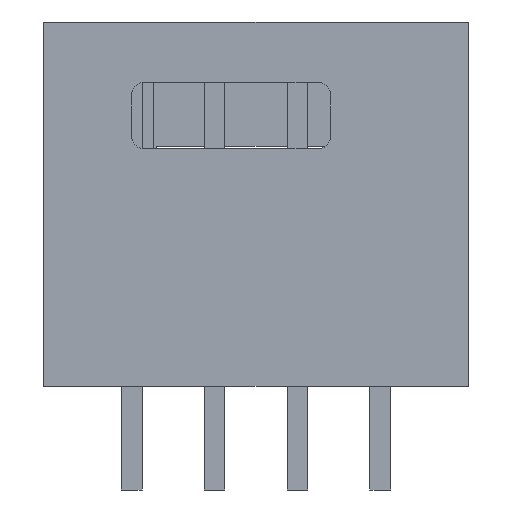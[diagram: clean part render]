
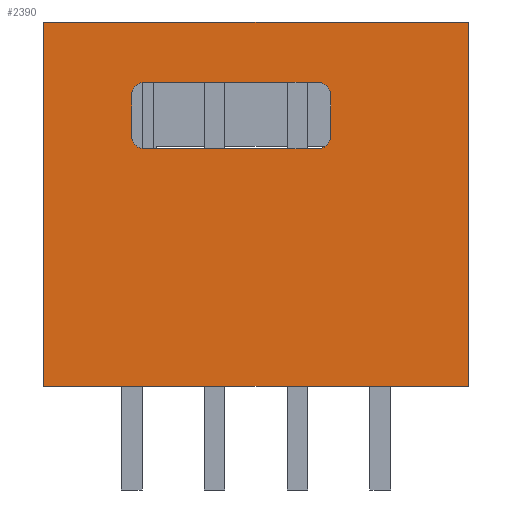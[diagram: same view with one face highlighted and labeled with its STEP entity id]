
A CAD part, front view. The second image highlights one B-rep face of the part: STEP entity #2390.
In plain terms, the highlighted planar face has unit normal (0, -1, 0).
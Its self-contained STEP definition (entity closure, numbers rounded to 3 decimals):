
#96=DIRECTION('',(1.,0.,0.));
#97=VECTOR('',#96,13.005);
#98=CARTESIAN_POINT('',(-6.502,-5.08,0.));
#99=LINE('',#98,#97);
#168=DIRECTION('',(0.,0.,-1.));
#169=VECTOR('',#168,11.176);
#170=CARTESIAN_POINT('',(-6.502,-5.08,0.));
#171=LINE('',#170,#169);
#172=CARTESIAN_POINT('',(-3.429,-5.08,-2.235));
#173=DIRECTION('',(0.,-1.,0.));
#174=DIRECTION('',(0.,0.,1.));
#175=AXIS2_PLACEMENT_3D('',#172,#173,#174);
#177=DIRECTION('',(0.,0.,-1.));
#178=VECTOR('',#177,1.27);
#179=CARTESIAN_POINT('',(-3.81,-5.08,-2.235));
#180=LINE('',#179,#178);
#181=CARTESIAN_POINT('',(-3.429,-5.08,-3.505));
#182=DIRECTION('',(0.,-1.,0.));
#183=DIRECTION('',(-1.,0.,0.));
#184=AXIS2_PLACEMENT_3D('',#181,#182,#183);
#186=DIRECTION('',(1.,0.,0.));
#187=VECTOR('',#186,5.334);
#188=CARTESIAN_POINT('',(-3.429,-5.08,-3.886));
#189=LINE('',#188,#187);
#190=CARTESIAN_POINT('',(1.905,-5.08,-3.505));
#191=DIRECTION('',(0.,-1.,0.));
#192=DIRECTION('',(0.,0.,-1.));
#193=AXIS2_PLACEMENT_3D('',#190,#191,#192);
#195=DIRECTION('',(0.,0.,1.));
#196=VECTOR('',#195,1.27);
#197=CARTESIAN_POINT('',(2.286,-5.08,-3.505));
#198=LINE('',#197,#196);
#199=CARTESIAN_POINT('',(1.905,-5.08,-2.235));
#200=DIRECTION('',(0.,-1.,0.));
#201=DIRECTION('',(1.,0.,0.));
#202=AXIS2_PLACEMENT_3D('',#199,#200,#201);
#204=DIRECTION('',(-1.,0.,0.));
#205=VECTOR('',#204,5.334);
#206=CARTESIAN_POINT('',(1.905,-5.08,-1.854));
#207=LINE('',#206,#205);
#220=DIRECTION('',(0.,0.,-1.));
#221=VECTOR('',#220,11.176);
#222=CARTESIAN_POINT('',(6.502,-5.08,0.));
#223=LINE('',#222,#221);
#324=DIRECTION('',(1.,0.,0.));
#325=VECTOR('',#324,13.005);
#326=CARTESIAN_POINT('',(-6.502,-5.08,-11.176));
#327=LINE('',#326,#325);
#1708=CARTESIAN_POINT('',(-6.502,-5.08,0.));
#1709=CARTESIAN_POINT('',(6.502,-5.08,0.));
#1710=VERTEX_POINT('',#1708);
#1711=VERTEX_POINT('',#1709);
#1717=CARTESIAN_POINT('',(-6.502,-5.08,-11.176));
#1719=VERTEX_POINT('',#1717);
#1720=CARTESIAN_POINT('',(6.502,-5.08,-11.176));
#1721=VERTEX_POINT('',#1720);
#2184=CARTESIAN_POINT('',(-3.429,-5.08,-1.854));
#2185=CARTESIAN_POINT('',(-3.81,-5.08,-2.235));
#2186=VERTEX_POINT('',#2184);
#2187=VERTEX_POINT('',#2185);
#2188=CARTESIAN_POINT('',(-3.81,-5.08,-3.505));
#2189=VERTEX_POINT('',#2188);
#2190=CARTESIAN_POINT('',(-3.429,-5.08,-3.886));
#2191=VERTEX_POINT('',#2190);
#2192=CARTESIAN_POINT('',(1.905,-5.08,-3.886));
#2193=VERTEX_POINT('',#2192);
#2194=CARTESIAN_POINT('',(2.286,-5.08,-3.505));
#2195=VERTEX_POINT('',#2194);
#2196=CARTESIAN_POINT('',(2.286,-5.08,-2.235));
#2197=VERTEX_POINT('',#2196);
#2198=CARTESIAN_POINT('',(1.905,-5.08,-1.854));
#2199=VERTEX_POINT('',#2198);
#2359=CARTESIAN_POINT('',(-6.502,-5.08,0.));
#2360=DIRECTION('',(0.,-1.,0.));
#2361=DIRECTION('',(1.,0.,0.));
#2362=AXIS2_PLACEMENT_3D('',#2359,#2360,#2361);
#2363=PLANE('',#2362);
#2364=ORIENTED_EDGE('',*,*,#2265,.T.);
#2366=ORIENTED_EDGE('',*,*,#2365,.T.);
#2368=ORIENTED_EDGE('',*,*,#2367,.F.);
#2369=ORIENTED_EDGE('',*,*,#2345,.F.);
#2370=EDGE_LOOP('',(#2364,#2366,#2368,#2369));
#2371=FACE_OUTER_BOUND('',#2370,.F.);
#2373=ORIENTED_EDGE('',*,*,#2372,.T.);
#2375=ORIENTED_EDGE('',*,*,#2374,.T.);
#2377=ORIENTED_EDGE('',*,*,#2376,.T.);
#2379=ORIENTED_EDGE('',*,*,#2378,.T.);
#2381=ORIENTED_EDGE('',*,*,#2380,.T.);
#2383=ORIENTED_EDGE('',*,*,#2382,.T.);
#2385=ORIENTED_EDGE('',*,*,#2384,.T.);
#2387=ORIENTED_EDGE('',*,*,#2386,.T.);
#2388=EDGE_LOOP('',(#2373,#2375,#2377,#2379,#2381,#2383,#2385,#2387));
#2389=FACE_BOUND('',#2388,.F.);
#2390=ADVANCED_FACE('',(#2371,#2389),#2363,.T.);
#176=CIRCLE('',#175,0.381);
#185=CIRCLE('',#184,0.381);
#194=CIRCLE('',#193,0.381);
#203=CIRCLE('',#202,0.381);
#2265=EDGE_CURVE('',#1710,#1711,#99,.T.);
#2345=EDGE_CURVE('',#1710,#1719,#171,.T.);
#2365=EDGE_CURVE('',#1711,#1721,#223,.T.);
#2367=EDGE_CURVE('',#1719,#1721,#327,.T.);
#2372=EDGE_CURVE('',#2186,#2187,#176,.T.);
#2374=EDGE_CURVE('',#2187,#2189,#180,.T.);
#2376=EDGE_CURVE('',#2189,#2191,#185,.T.);
#2378=EDGE_CURVE('',#2191,#2193,#189,.T.);
#2380=EDGE_CURVE('',#2193,#2195,#194,.T.);
#2382=EDGE_CURVE('',#2195,#2197,#198,.T.);
#2384=EDGE_CURVE('',#2197,#2199,#203,.T.);
#2386=EDGE_CURVE('',#2199,#2186,#207,.T.);
